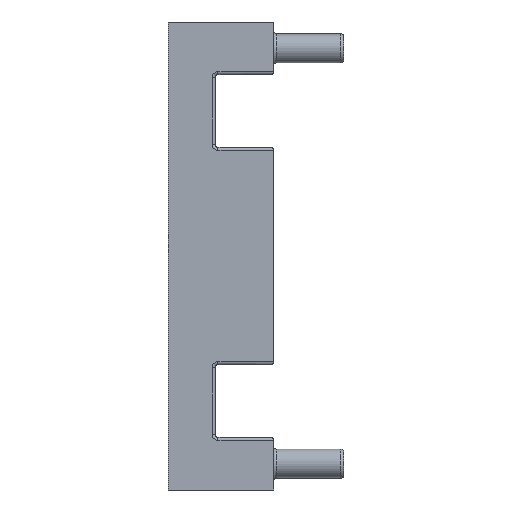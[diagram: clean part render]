
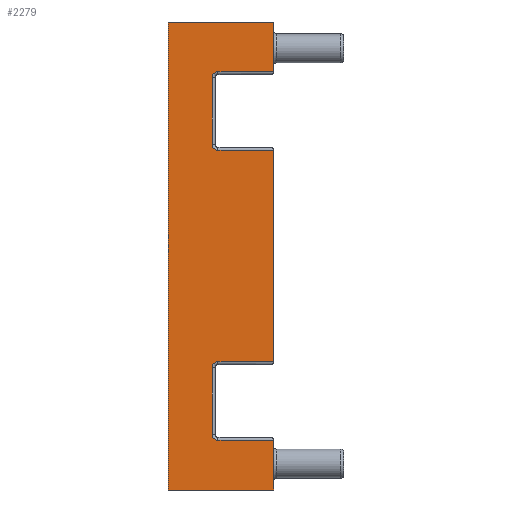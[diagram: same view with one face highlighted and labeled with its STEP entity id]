
A CAD part, left-side view. The second image highlights one B-rep face of the part: STEP entity #2279.
In plain terms, the highlighted planar face has unit normal (-1, 0, 0).
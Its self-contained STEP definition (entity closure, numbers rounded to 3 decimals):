
#5 = DIRECTION ( 'NONE',  ( -1., 0., 0. ) ) ;
#34 = EDGE_CURVE ( 'NONE', #5330, #2611, #4366, .T. ) ;
#57 = VERTEX_POINT ( 'NONE', #3214 ) ;
#58 = CARTESIAN_POINT ( 'NONE',  ( -153., 18., 31.5 ) ) ;
#64 = CARTESIAN_POINT ( 'NONE',  ( -153., 0., 40. ) ) ;
#84 = CARTESIAN_POINT ( 'NONE',  ( -153., 18., 40. ) ) ;
#110 = CARTESIAN_POINT ( 'NONE',  ( -153., 0., -40. ) ) ;
#134 = CARTESIAN_POINT ( 'NONE',  ( -153., 18., 40. ) ) ;
#186 = AXIS2_PLACEMENT_3D ( 'NONE', #5614, #5172, #2874 ) ;
#207 = PLANE ( 'NONE',  #1696 ) ;
#257 = DIRECTION ( 'NONE',  ( 0., 0., 1. ) ) ;
#282 = CARTESIAN_POINT ( 'NONE',  ( -153., 0., 18.1 ) ) ;
#288 = DIRECTION ( 'NONE',  ( 0., 0., 1. ) ) ;
#320 = CIRCLE ( 'NONE', #2648, 1. ) ;
#364 = ORIENTED_EDGE ( 'NONE', *, *, #5939, .T. ) ;
#379 = CIRCLE ( 'NONE', #3757, 1. ) ;
#392 = VERTEX_POINT ( 'NONE', #4077 ) ;
#545 = ORIENTED_EDGE ( 'NONE', *, *, #1099, .F. ) ;
#557 = CARTESIAN_POINT ( 'NONE',  ( -153., 10.5, -19.1 ) ) ;
#563 = ORIENTED_EDGE ( 'NONE', *, *, #4498, .F. ) ;
#598 = DIRECTION ( 'NONE',  ( 0., 0., -1. ) ) ;
#653 = EDGE_CURVE ( 'NONE', #4743, #1796, #320, .T. ) ;
#681 = LINE ( 'NONE', #5718, #5444 ) ;
#697 = VECTOR ( 'NONE', #1214, 1000. ) ;
#753 = VERTEX_POINT ( 'NONE', #110 ) ;
#761 = ORIENTED_EDGE ( 'NONE', *, *, #5386, .T. ) ;
#763 = VERTEX_POINT ( 'NONE', #5601 ) ;
#765 = LINE ( 'NONE', #5291, #3090 ) ;
#852 = DIRECTION ( 'NONE',  ( 0., -1., 0. ) ) ;
#934 = CARTESIAN_POINT ( 'NONE',  ( -153., 9.5, -18.1 ) ) ;
#1000 = DIRECTION ( 'NONE',  ( 0., 0., 1. ) ) ;
#1044 = DIRECTION ( 'NONE',  ( 0., -1., 0. ) ) ;
#1099 = EDGE_CURVE ( 'NONE', #57, #4793, #4670, .T. ) ;
#1204 = LINE ( 'NONE', #4060, #1363 ) ;
#1214 = DIRECTION ( 'NONE',  ( 0., -1., 0. ) ) ;
#1215 = EDGE_CURVE ( 'NONE', #763, #57, #1911, .T. ) ;
#1241 = CARTESIAN_POINT ( 'NONE',  ( -153., 18., -18.1 ) ) ;
#1349 = DIRECTION ( 'NONE',  ( -1., 0., 0. ) ) ;
#1363 = VECTOR ( 'NONE', #3159, 1000. ) ;
#1414 = CARTESIAN_POINT ( 'NONE',  ( -153., 9.5, 30.5 ) ) ;
#1433 = VERTEX_POINT ( 'NONE', #5961 ) ;
#1435 = DIRECTION ( 'NONE',  ( 0., -1., 0. ) ) ;
#1464 = CARTESIAN_POINT ( 'NONE',  ( -153., 10.5, 30.5 ) ) ;
#1471 = CARTESIAN_POINT ( 'NONE',  ( -153., 10.5, 19.1 ) ) ;
#1527 = CIRCLE ( 'NONE', #186, 1. ) ;
#1539 = EDGE_LOOP ( 'NONE', ( #5289, #3991, #563, #2724, #3459, #3544, #5151, #4119, #5380, #4511, #5062, #761, #364, #545, #2324, #2382 ) ) ;
#1542 = EDGE_CURVE ( 'NONE', #392, #1796, #681, .T. ) ;
#1554 = CARTESIAN_POINT ( 'NONE',  ( -153., 9.5, -19.1 ) ) ;
#1686 = DIRECTION ( 'NONE',  ( 0., 0., 1. ) ) ;
#1696 = AXIS2_PLACEMENT_3D ( 'NONE', #84, #1925, #4283 ) ;
#1796 = VERTEX_POINT ( 'NONE', #557 ) ;
#1832 = VECTOR ( 'NONE', #5170, 1000. ) ;
#1911 = LINE ( 'NONE', #4238, #5921 ) ;
#1925 = DIRECTION ( 'NONE',  ( 1., 0., 0. ) ) ;
#1963 = CARTESIAN_POINT ( 'NONE',  ( -153., 18., -31.5 ) ) ;
#2006 = CARTESIAN_POINT ( 'NONE',  ( -153., 0., 40. ) ) ;
#2095 = CARTESIAN_POINT ( 'NONE',  ( -153., 0., 40. ) ) ;
#2251 = VECTOR ( 'NONE', #1044, 1000. ) ;
#2279 = ADVANCED_FACE ( 'NONE', ( #4339 ), #207, .F. ) ;
#2295 = CARTESIAN_POINT ( 'NONE',  ( -153., 9.5, 19.1 ) ) ;
#2303 = CARTESIAN_POINT ( 'NONE',  ( -153., 9.5, -31.5 ) ) ;
#2324 = ORIENTED_EDGE ( 'NONE', *, *, #1215, .F. ) ;
#2382 = ORIENTED_EDGE ( 'NONE', *, *, #2642, .T. ) ;
#2410 = VECTOR ( 'NONE', #1435, 1000. ) ;
#2464 = DIRECTION ( 'NONE',  ( -1., 0., 0. ) ) ;
#2505 = DIRECTION ( 'NONE',  ( 0., 1., 0. ) ) ;
#2531 = CARTESIAN_POINT ( 'NONE',  ( -153., 9.5, 31.5 ) ) ;
#2611 = VERTEX_POINT ( 'NONE', #5895 ) ;
#2619 = LINE ( 'NONE', #2095, #2817 ) ;
#2642 = EDGE_CURVE ( 'NONE', #763, #753, #4512, .T. ) ;
#2648 = AXIS2_PLACEMENT_3D ( 'NONE', #1554, #2464, #598 ) ;
#2678 = VERTEX_POINT ( 'NONE', #282 ) ;
#2697 = VECTOR ( 'NONE', #2505, 1000. ) ;
#2724 = ORIENTED_EDGE ( 'NONE', *, *, #1542, .T. ) ;
#2725 = DIRECTION ( 'NONE',  ( 0., 0., -1. ) ) ;
#2817 = VECTOR ( 'NONE', #288, 1000. ) ;
#2874 = DIRECTION ( 'NONE',  ( 0., 0., -1. ) ) ;
#2903 = CARTESIAN_POINT ( 'NONE',  ( -153., 18., 18.1 ) ) ;
#3082 = LINE ( 'NONE', #1241, #697 ) ;
#3085 = EDGE_CURVE ( 'NONE', #4743, #5476, #3082, .T. ) ;
#3090 = VECTOR ( 'NONE', #257, 1000. ) ;
#3159 = DIRECTION ( 'NONE',  ( 0., 0., 1. ) ) ;
#3196 = VECTOR ( 'NONE', #1000, 1000. ) ;
#3214 = CARTESIAN_POINT ( 'NONE',  ( -153., 18., 40. ) ) ;
#3328 = VERTEX_POINT ( 'NONE', #2531 ) ;
#3459 = ORIENTED_EDGE ( 'NONE', *, *, #653, .F. ) ;
#3487 = CARTESIAN_POINT ( 'NONE',  ( -153., 18., -40. ) ) ;
#3517 = VERTEX_POINT ( 'NONE', #3708 ) ;
#3544 = ORIENTED_EDGE ( 'NONE', *, *, #3085, .T. ) ;
#3653 = VERTEX_POINT ( 'NONE', #1464 ) ;
#3708 = CARTESIAN_POINT ( 'NONE',  ( -153., 0., 31.5 ) ) ;
#3732 = EDGE_CURVE ( 'NONE', #753, #1433, #2619, .T. ) ;
#3756 = DIRECTION ( 'NONE',  ( 0., 0., 1. ) ) ;
#3757 = AXIS2_PLACEMENT_3D ( 'NONE', #1414, #1349, #4595 ) ;
#3906 = VERTEX_POINT ( 'NONE', #2303 ) ;
#3991 = ORIENTED_EDGE ( 'NONE', *, *, #5462, .T. ) ;
#4060 = CARTESIAN_POINT ( 'NONE',  ( -153., 10.5, 31. ) ) ;
#4077 = CARTESIAN_POINT ( 'NONE',  ( -153., 10.5, -30.5 ) ) ;
#4119 = ORIENTED_EDGE ( 'NONE', *, *, #4429, .T. ) ;
#4126 = EDGE_CURVE ( 'NONE', #5330, #3653, #1204, .T. ) ;
#4238 = CARTESIAN_POINT ( 'NONE',  ( -153., 18., 40. ) ) ;
#4283 = DIRECTION ( 'NONE',  ( 0., 0., -1. ) ) ;
#4339 = FACE_OUTER_BOUND ( 'NONE', #1539, .T. ) ;
#4366 = CIRCLE ( 'NONE', #4466, 1. ) ;
#4429 = EDGE_CURVE ( 'NONE', #2678, #2611, #5145, .T. ) ;
#4459 = VECTOR ( 'NONE', #852, 1000. ) ;
#4466 = AXIS2_PLACEMENT_3D ( 'NONE', #2295, #5, #2725 ) ;
#4498 = EDGE_CURVE ( 'NONE', #392, #3906, #1527, .T. ) ;
#4511 = ORIENTED_EDGE ( 'NONE', *, *, #4126, .T. ) ;
#4512 = LINE ( 'NONE', #3487, #4459 ) ;
#4595 = DIRECTION ( 'NONE',  ( 0., 0., -1. ) ) ;
#4670 = LINE ( 'NONE', #134, #2251 ) ;
#4689 = EDGE_CURVE ( 'NONE', #3328, #3653, #379, .T. ) ;
#4743 = VERTEX_POINT ( 'NONE', #934 ) ;
#4793 = VERTEX_POINT ( 'NONE', #2006 ) ;
#5062 = ORIENTED_EDGE ( 'NONE', *, *, #4689, .F. ) ;
#5099 = LINE ( 'NONE', #58, #2410 ) ;
#5142 = LINE ( 'NONE', #64, #3196 ) ;
#5145 = LINE ( 'NONE', #2903, #2697 ) ;
#5151 = ORIENTED_EDGE ( 'NONE', *, *, #5410, .T. ) ;
#5170 = DIRECTION ( 'NONE',  ( 0., 1., 0. ) ) ;
#5172 = DIRECTION ( 'NONE',  ( -1., 0., 0. ) ) ;
#5220 = LINE ( 'NONE', #1963, #1832 ) ;
#5289 = ORIENTED_EDGE ( 'NONE', *, *, #3732, .T. ) ;
#5291 = CARTESIAN_POINT ( 'NONE',  ( -153., 0., 40. ) ) ;
#5330 = VERTEX_POINT ( 'NONE', #1471 ) ;
#5380 = ORIENTED_EDGE ( 'NONE', *, *, #34, .F. ) ;
#5386 = EDGE_CURVE ( 'NONE', #3328, #3517, #5099, .T. ) ;
#5410 = EDGE_CURVE ( 'NONE', #5476, #2678, #5142, .T. ) ;
#5444 = VECTOR ( 'NONE', #1686, 1000. ) ;
#5462 = EDGE_CURVE ( 'NONE', #1433, #3906, #5220, .T. ) ;
#5476 = VERTEX_POINT ( 'NONE', #5662 ) ;
#5601 = CARTESIAN_POINT ( 'NONE',  ( -153., 18., -40. ) ) ;
#5614 = CARTESIAN_POINT ( 'NONE',  ( -153., 9.5, -30.5 ) ) ;
#5662 = CARTESIAN_POINT ( 'NONE',  ( -153., 0., -18.1 ) ) ;
#5718 = CARTESIAN_POINT ( 'NONE',  ( -153., 10.5, -18.6 ) ) ;
#5895 = CARTESIAN_POINT ( 'NONE',  ( -153., 9.5, 18.1 ) ) ;
#5921 = VECTOR ( 'NONE', #3756, 1000. ) ;
#5939 = EDGE_CURVE ( 'NONE', #3517, #4793, #765, .T. ) ;
#5961 = CARTESIAN_POINT ( 'NONE',  ( -153., 0., -31.5 ) ) ;
